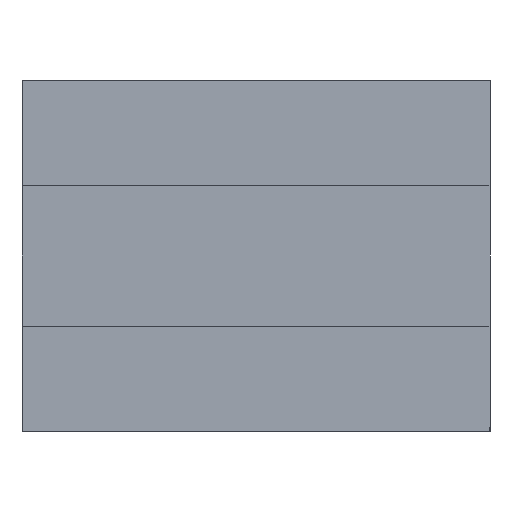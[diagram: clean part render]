
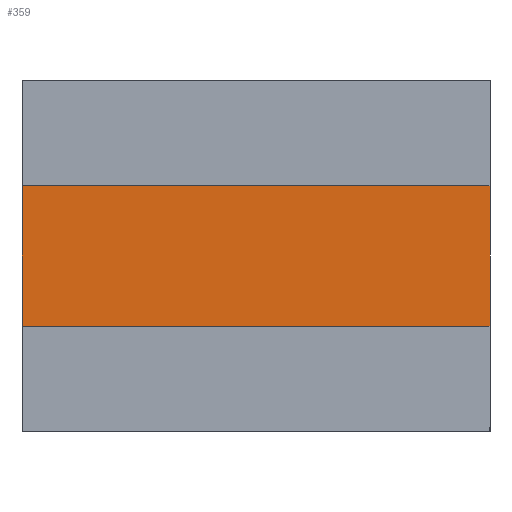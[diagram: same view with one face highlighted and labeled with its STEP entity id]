
A CAD part, front view. The second image highlights one B-rep face of the part: STEP entity #359.
In plain terms, the highlighted planar face has unit normal (0, -1, 0).
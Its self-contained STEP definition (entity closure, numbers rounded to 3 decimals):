
#32=FACE_OUTER_BOUND('',#51,.T.);
#51=EDGE_LOOP('',(#281,#282,#283,#284));
#90=LINE('',#554,#136);
#94=LINE('',#563,#140);
#96=LINE('',#566,#142);
#97=LINE('',#567,#143);
#136=VECTOR('',#452,10.);
#140=VECTOR('',#458,10.);
#142=VECTOR('',#462,10.);
#143=VECTOR('',#463,10.);
#175=VERTEX_POINT('',#551);
#176=VERTEX_POINT('',#553);
#179=VERTEX_POINT('',#560);
#180=VERTEX_POINT('',#562);
#214=EDGE_CURVE('',#176,#175,#90,.T.);
#218=EDGE_CURVE('',#180,#179,#94,.T.);
#220=EDGE_CURVE('',#175,#180,#96,.T.);
#221=EDGE_CURVE('',#179,#176,#97,.T.);
#281=ORIENTED_EDGE('',*,*,#220,.T.);
#282=ORIENTED_EDGE('',*,*,#218,.T.);
#283=ORIENTED_EDGE('',*,*,#221,.T.);
#284=ORIENTED_EDGE('',*,*,#214,.T.);
#341=PLANE('',#392);
#359=ADVANCED_FACE('',(#32),#341,.T.);
#392=AXIS2_PLACEMENT_3D('',#565,#460,#461);
#452=DIRECTION('',(1.,0.,0.));
#458=DIRECTION('',(-1.,0.,0.));
#460=DIRECTION('center_axis',(0.,-1.,0.));
#461=DIRECTION('ref_axis',(0.,0.,-1.));
#462=DIRECTION('',(0.,0.,1.));
#463=DIRECTION('',(0.,0.,-1.));
#551=CARTESIAN_POINT('',(639.878,-265.129,-296.075));
#553=CARTESIAN_POINT('',(619.878,-265.129,-296.075));
#554=CARTESIAN_POINT('',(639.878,-265.129,-296.075));
#560=CARTESIAN_POINT('',(619.878,-265.129,-290.075));
#562=CARTESIAN_POINT('',(639.878,-265.129,-290.075));
#563=CARTESIAN_POINT('',(639.878,-265.129,-290.075));
#565=CARTESIAN_POINT('Origin',(629.878,-265.129,-293.075));
#566=CARTESIAN_POINT('',(639.878,-265.129,-293.075));
#567=CARTESIAN_POINT('',(619.878,-265.129,-290.075));
